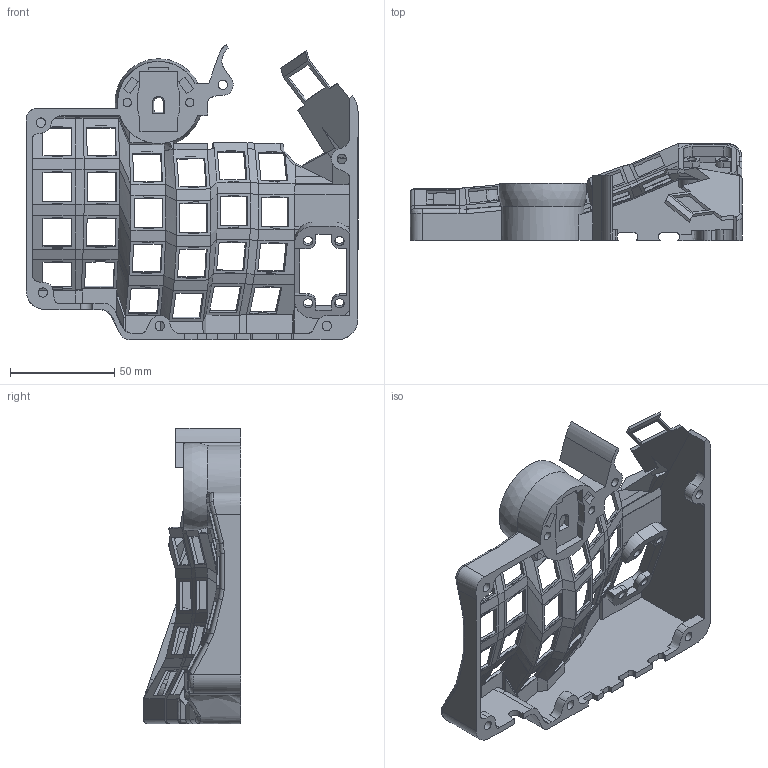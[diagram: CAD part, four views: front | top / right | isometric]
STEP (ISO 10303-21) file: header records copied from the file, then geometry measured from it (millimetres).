
FILE_DESCRIPTION(/* description */ (''),/* implementation_level */ '2;1');
FILE_NAME(/* name */ 'Component38.step',/* time_stamp */ '2022-12-09T19:32:50+08:00',/* author */ (''),/* organization */ (''),/* preprocessor_version */ 'ST-DEVELOPER v19.2',/* originating_system */ 'Autodesk Translation Framework v11.17.0.187',/* authorisation */ '');
FILE_SCHEMA (('AUTOMOTIVE_DESIGN { 1 0 10303 214 3 1 1 }'));
Length unit declared in the file: millimetre
Products named in the file (1): FusionComponent
Bounding box: 159.03 x 46.53 x 141.52 mm (x, y, z)
Volume: 73149.5 mm3; surface area: 59025.8 mm2
Topology: 1 solids, 1 shells, 847 faces, 2286 edges, 1443 vertices
Faces by surface type: plane 595, bspline 155, cylinder 87, sphere 8, torus 1, cone 1
Full cylindrical faces by diameter (mm): 2.689 x3, 4 x2, 4.5 x10
Entity records: 29550 total; most frequent: CARTESIAN_POINT 8945, ORIENTED_EDGE 4564, DIRECTION 3704, EDGE_CURVE 2282, LINE 1904, VECTOR 1904, VERTEX_POINT 1443, EDGE_LOOP 927
